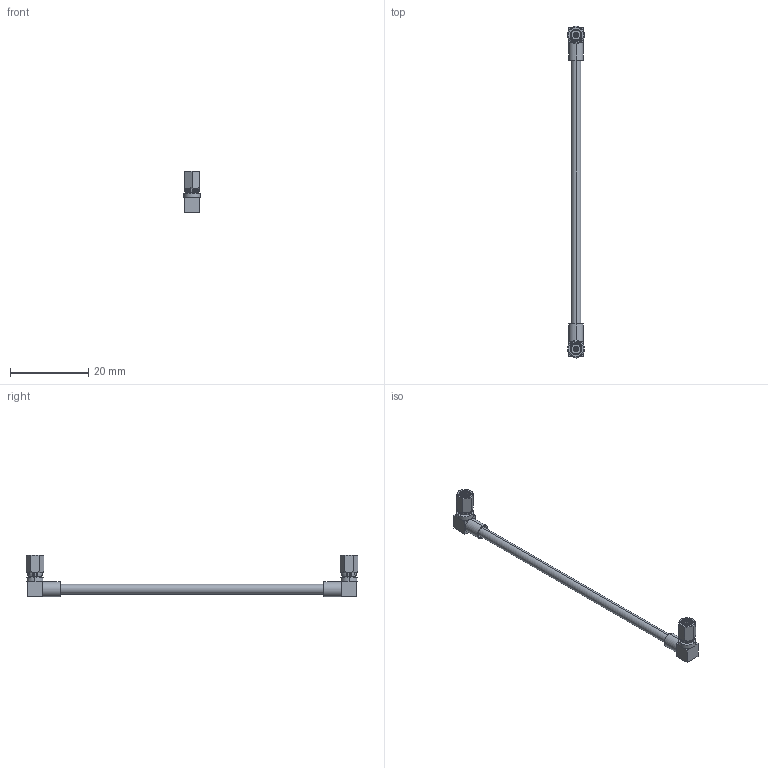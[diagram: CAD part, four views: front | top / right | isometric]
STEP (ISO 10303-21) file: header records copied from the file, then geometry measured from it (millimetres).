
FILE_DESCRIPTION (( 'STEP AP214' ), '1' );
FILE_NAME ('PE3C4374.step', '2020-04-20T20:07:22', ( '' ), ( '' ), 'SwSTEP 2.0', 'SolidWorks 2018', '' );
FILE_SCHEMA (( 'AUTOMOTIVE_DESIGN' ));
Length unit declared in the file: millimetre
Products named in the file (3): RG316-PROD_SP17516 3" LONG; PE45382/FMCN1267(Ticket #1329)___; PE3C4374
Assembly tree (3 placements, depth 2):
  PE3C4374
    RG316-PROD_SP17516 3" LONG
    PE45382/FMCN1267(Ticket #1329)___  x2
Bounding box: 4.32 x 84.74 x 10.66 mm (x, y, z)
Volume: 657.4 mm3; surface area: 1551.8 mm2
Topology: 3 solids, 3 shells, 200 faces, 472 edges, 296 vertices
Faces by surface type: plane 94, cylinder 64, cone 36, bspline 6
Entity records: 3639 total; most frequent: CARTESIAN_POINT 1276, ORIENTED_EDGE 478, DIRECTION 469, EDGE_CURVE 239, AXIS2_PLACEMENT_3D 183, VERTEX_POINT 150, EDGE_LOOP 113, LINE 103
